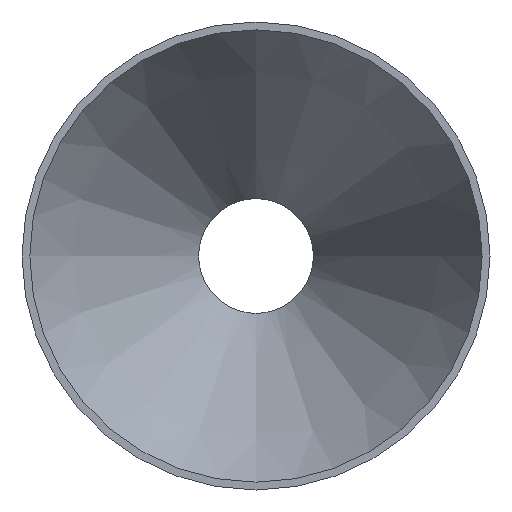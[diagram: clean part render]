
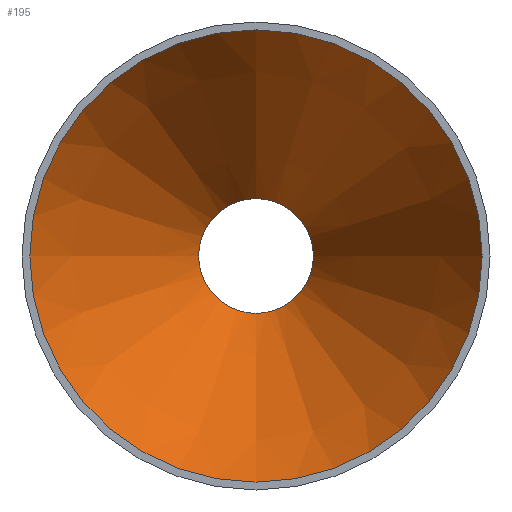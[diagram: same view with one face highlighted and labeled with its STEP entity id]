
A CAD part, front view. The second image highlights one B-rep face of the part: STEP entity #195.
In plain terms, the highlighted conical face has half-angle 28.947 degrees and reference radius 131.929 mm.
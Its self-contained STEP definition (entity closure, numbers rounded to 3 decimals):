
#78 = CARTESIAN_POINT ( 'NONE',  ( 0., 0., 0. ) ) ;
#195 = ADVANCED_FACE ( 'NONE', ( #19224, #14678 ), #16353, .F. ) ;
#354 = DIRECTION ( 'NONE',  ( 0., 0., -1. ) ) ;
#825 = CIRCLE ( 'NONE', #28808, 131.929 ) ;
#3327 = AXIS2_PLACEMENT_3D ( 'NONE', #27982, #11829, #354 ) ;
#4769 = DIRECTION ( 'NONE',  ( 0., -1., 0. ) ) ;
#5794 = VERTEX_POINT ( 'NONE', #17888 ) ;
#6460 = DIRECTION ( 'NONE',  ( 0., -1., 0. ) ) ;
#8818 = EDGE_CURVE ( 'NONE', #26792, #26792, #22568, .T. ) ;
#9096 = EDGE_LOOP ( 'NONE', ( #17150 ) ) ;
#11829 = DIRECTION ( 'NONE',  ( 0., -1., 0. ) ) ;
#11850 = DIRECTION ( 'NONE',  ( 0., 0., -1. ) ) ;
#12745 = ORIENTED_EDGE ( 'NONE', *, *, #18805, .T. ) ;
#14678 = FACE_OUTER_BOUND ( 'NONE', #26863, .T. ) ;
#15975 = DIRECTION ( 'NONE',  ( 0., 0., -1. ) ) ;
#16353 = CONICAL_SURFACE ( 'NONE', #3327, 131.929, 0.505 ) ;
#17150 = ORIENTED_EDGE ( 'NONE', *, *, #8818, .F. ) ;
#17888 = CARTESIAN_POINT ( 'NONE',  ( 0., 0., -131.929 ) ) ;
#18805 = EDGE_CURVE ( 'NONE', #5794, #5794, #825, .T. ) ;
#19224 = FACE_BOUND ( 'NONE', #9096, .T. ) ;
#19707 = CARTESIAN_POINT ( 'NONE',  ( 0., 178., -33.479 ) ) ;
#22568 = CIRCLE ( 'NONE', #28313, 33.479 ) ;
#26792 = VERTEX_POINT ( 'NONE', #19707 ) ;
#26863 = EDGE_LOOP ( 'NONE', ( #12745 ) ) ;
#27460 = CARTESIAN_POINT ( 'NONE',  ( 0., 178., 0. ) ) ;
#27982 = CARTESIAN_POINT ( 'NONE',  ( 0., 0., 0. ) ) ;
#28313 = AXIS2_PLACEMENT_3D ( 'NONE', #27460, #6460, #15975 ) ;
#28808 = AXIS2_PLACEMENT_3D ( 'NONE', #78, #4769, #11850 ) ;
